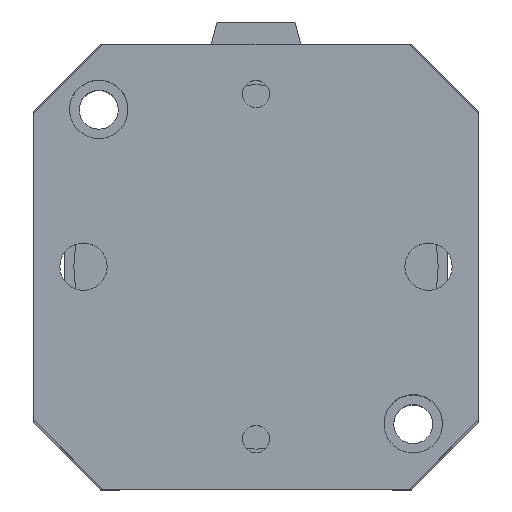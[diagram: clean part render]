
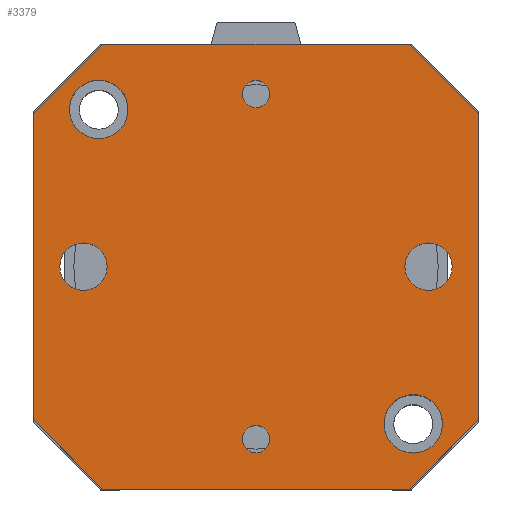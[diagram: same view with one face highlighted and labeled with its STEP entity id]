
A CAD part, top view. The second image highlights one B-rep face of the part: STEP entity #3379.
In plain terms, the highlighted planar face has unit normal (0, 0, 1).
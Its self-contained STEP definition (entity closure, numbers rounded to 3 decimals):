
#265=LINE('',#5630,#519);
#267=LINE('',#5634,#521);
#269=LINE('',#5638,#523);
#271=LINE('',#5642,#525);
#273=LINE('',#5646,#527);
#275=LINE('',#5650,#529);
#277=LINE('',#5654,#531);
#279=LINE('',#5657,#533);
#519=VECTOR('',#4681,55.);
#521=VECTOR('',#4685,17.678);
#523=VECTOR('',#4689,55.);
#525=VECTOR('',#4693,17.678);
#527=VECTOR('',#4697,55.);
#529=VECTOR('',#4701,17.678);
#531=VECTOR('',#4705,55.);
#533=VECTOR('',#4709,17.678);
#627=PLANE('',#3743);
#716=FACE_BOUND('',#1138,.T.);
#717=FACE_BOUND('',#1139,.T.);
#718=FACE_BOUND('',#1140,.T.);
#719=FACE_BOUND('',#1141,.T.);
#720=FACE_BOUND('',#1142,.T.);
#721=FACE_BOUND('',#1143,.T.);
#722=FACE_BOUND('',#1144,.T.);
#1138=EDGE_LOOP('',(#2914));
#1139=EDGE_LOOP('',(#2915));
#1140=EDGE_LOOP('',(#2916));
#1141=EDGE_LOOP('',(#2917));
#1142=EDGE_LOOP('',(#2918));
#1143=EDGE_LOOP('',(#2919));
#1144=EDGE_LOOP('',(#2920,#2921,#2922,#2923,#2924,#2925,#2926,#2927));
#1309=CIRCLE('',#3699,2.459);
#1311=CIRCLE('',#3702,2.459);
#1316=CIRCLE('',#3710,4.25);
#1320=CIRCLE('',#3717,4.25);
#1329=CIRCLE('',#3732,5.25);
#1330=CIRCLE('',#3734,5.25);
#1601=VERTEX_POINT('',#5548);
#1603=VERTEX_POINT('',#5553);
#1608=VERTEX_POINT('',#5566);
#1612=VERTEX_POINT('',#5577);
#1631=VERTEX_POINT('',#5621);
#1632=VERTEX_POINT('',#5624);
#1633=VERTEX_POINT('',#5627);
#1634=VERTEX_POINT('',#5629);
#1635=VERTEX_POINT('',#5633);
#1636=VERTEX_POINT('',#5637);
#1637=VERTEX_POINT('',#5641);
#1638=VERTEX_POINT('',#5645);
#1639=VERTEX_POINT('',#5649);
#1640=VERTEX_POINT('',#5653);
#2025=EDGE_CURVE('',#1601,#1601,#1309,.T.);
#2027=EDGE_CURVE('',#1603,#1603,#1311,.T.);
#2032=EDGE_CURVE('',#1608,#1608,#1316,.T.);
#2036=EDGE_CURVE('',#1612,#1612,#1320,.T.);
#2055=EDGE_CURVE('',#1631,#1631,#1329,.T.);
#2056=EDGE_CURVE('',#1632,#1632,#1330,.T.);
#2058=EDGE_CURVE('',#1634,#1633,#265,.T.);
#2060=EDGE_CURVE('',#1635,#1634,#267,.T.);
#2062=EDGE_CURVE('',#1636,#1635,#269,.T.);
#2064=EDGE_CURVE('',#1637,#1636,#271,.T.);
#2066=EDGE_CURVE('',#1638,#1637,#273,.T.);
#2068=EDGE_CURVE('',#1639,#1638,#275,.T.);
#2070=EDGE_CURVE('',#1640,#1639,#277,.T.);
#2072=EDGE_CURVE('',#1633,#1640,#279,.T.);
#2914=ORIENTED_EDGE('',*,*,#2025,.T.);
#2915=ORIENTED_EDGE('',*,*,#2027,.T.);
#2916=ORIENTED_EDGE('',*,*,#2032,.T.);
#2917=ORIENTED_EDGE('',*,*,#2036,.T.);
#2918=ORIENTED_EDGE('',*,*,#2055,.T.);
#2919=ORIENTED_EDGE('',*,*,#2056,.T.);
#2920=ORIENTED_EDGE('',*,*,#2072,.T.);
#2921=ORIENTED_EDGE('',*,*,#2070,.T.);
#2922=ORIENTED_EDGE('',*,*,#2068,.T.);
#2923=ORIENTED_EDGE('',*,*,#2066,.T.);
#2924=ORIENTED_EDGE('',*,*,#2064,.T.);
#2925=ORIENTED_EDGE('',*,*,#2062,.T.);
#2926=ORIENTED_EDGE('',*,*,#2060,.T.);
#2927=ORIENTED_EDGE('',*,*,#2058,.T.);
#3379=ADVANCED_FACE('',(#716,#717,#718,#719,#720,#721,#722),#627,.T.);
#3699=AXIS2_PLACEMENT_3D('',#5549,#4596,#4597);
#3702=AXIS2_PLACEMENT_3D('',#5554,#4602,#4603);
#3710=AXIS2_PLACEMENT_3D('',#5567,#4618,#4619);
#3717=AXIS2_PLACEMENT_3D('',#5578,#4632,#4633);
#3732=AXIS2_PLACEMENT_3D('',#5622,#4672,#4673);
#3734=AXIS2_PLACEMENT_3D('',#5625,#4676,#4677);
#3743=AXIS2_PLACEMENT_3D('',#5658,#4710,#4711);
#4596=DIRECTION('center_axis',(0.,0.,-1.));
#4597=DIRECTION('ref_axis',(1.,0.,0.));
#4602=DIRECTION('center_axis',(0.,0.,-1.));
#4603=DIRECTION('ref_axis',(1.,0.,0.));
#4618=DIRECTION('center_axis',(0.,0.,-1.));
#4619=DIRECTION('ref_axis',(1.,0.,0.));
#4632=DIRECTION('center_axis',(0.,0.,-1.));
#4633=DIRECTION('ref_axis',(1.,0.,0.));
#4672=DIRECTION('center_axis',(0.,0.,-1.));
#4673=DIRECTION('ref_axis',(-1.,0.,0.));
#4676=DIRECTION('center_axis',(0.,0.,-1.));
#4677=DIRECTION('ref_axis',(-1.,0.,0.));
#4681=DIRECTION('',(0.,1.,0.));
#4685=DIRECTION('',(0.707,0.707,0.));
#4689=DIRECTION('',(1.,0.,0.));
#4693=DIRECTION('',(0.707,-0.707,0.));
#4697=DIRECTION('',(0.,-1.,0.));
#4701=DIRECTION('',(-0.707,-0.707,0.));
#4705=DIRECTION('',(-1.,0.,0.));
#4709=DIRECTION('',(-0.707,0.707,0.));
#4710=DIRECTION('center_axis',(0.,0.,1.));
#4711=DIRECTION('ref_axis',(1.,0.,0.));
#5548=CARTESIAN_POINT('',(-33.459,0.,52.25));
#5549=CARTESIAN_POINT('Origin',(-31.,0.,52.25));
#5553=CARTESIAN_POINT('',(28.542,0.,52.25));
#5554=CARTESIAN_POINT('Origin',(31.,0.,52.25));
#5566=CARTESIAN_POINT('',(-4.25,31.,52.25));
#5567=CARTESIAN_POINT('Origin',(0.,31.,52.25));
#5577=CARTESIAN_POINT('',(-4.25,-31.,52.25));
#5578=CARTESIAN_POINT('Origin',(0.,-31.,52.25));
#5621=CARTESIAN_POINT('',(-23.,-28.25,52.25));
#5622=CARTESIAN_POINT('Origin',(-28.25,-28.25,52.25));
#5624=CARTESIAN_POINT('',(33.5,28.25,52.25));
#5625=CARTESIAN_POINT('Origin',(28.25,28.25,52.25));
#5627=CARTESIAN_POINT('',(40.,27.5,52.25));
#5629=CARTESIAN_POINT('',(40.,-27.5,52.25));
#5630=CARTESIAN_POINT('',(40.,27.5,52.25));
#5633=CARTESIAN_POINT('',(27.5,-40.,52.25));
#5634=CARTESIAN_POINT('',(40.,-27.5,52.25));
#5637=CARTESIAN_POINT('',(-27.5,-40.,52.25));
#5638=CARTESIAN_POINT('',(27.5,-40.,52.25));
#5641=CARTESIAN_POINT('',(-40.,-27.5,52.25));
#5642=CARTESIAN_POINT('',(-27.5,-40.,52.25));
#5645=CARTESIAN_POINT('',(-40.,27.5,52.25));
#5646=CARTESIAN_POINT('',(-40.,-27.5,52.25));
#5649=CARTESIAN_POINT('',(-27.5,40.,52.25));
#5650=CARTESIAN_POINT('',(-40.,27.5,52.25));
#5653=CARTESIAN_POINT('',(27.5,40.,52.25));
#5654=CARTESIAN_POINT('',(-27.5,40.,52.25));
#5657=CARTESIAN_POINT('',(27.5,40.,52.25));
#5658=CARTESIAN_POINT('Origin',(0.,0.,
52.25));
